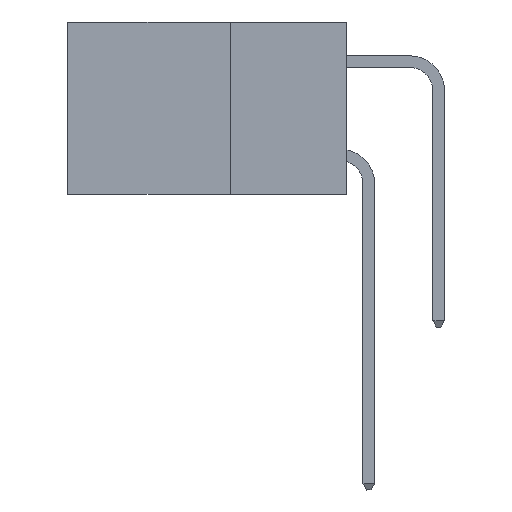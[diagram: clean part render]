
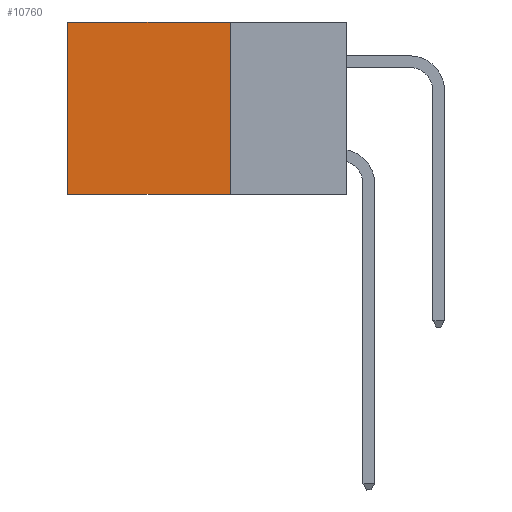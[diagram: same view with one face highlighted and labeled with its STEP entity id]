
A CAD part, left-side view. The second image highlights one B-rep face of the part: STEP entity #10760.
In plain terms, the highlighted planar face has unit normal (-1, 0, 0).
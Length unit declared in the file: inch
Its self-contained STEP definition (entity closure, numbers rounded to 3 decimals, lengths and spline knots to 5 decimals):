
#295 = AXIS2_PLACEMENT_3D ( 'NONE', #11149, #4887, #12128 ) ;
#1145 = CARTESIAN_POINT ( 'NONE',  ( 0.2875, 0.6, 0. ) ) ;
#1227 = LINE ( 'NONE', #1145, #11247 ) ;
#1982 = CARTESIAN_POINT ( 'NONE',  ( 0.2875, 0.25, -0.37 ) ) ;
#2271 = CARTESIAN_POINT ( 'NONE',  ( 0.2875, 0.6, -0.37 ) ) ;
#2436 = FACE_OUTER_BOUND ( 'NONE', #10808, .T. ) ;
#2875 = ORIENTED_EDGE ( 'NONE', *, *, #3607, .F. ) ;
#2975 = DIRECTION ( 'NONE',  ( 0., 0., -1. ) ) ;
#3607 = EDGE_CURVE ( 'NONE', #7935, #7257, #6909, .T. ) ;
#3906 = EDGE_CURVE ( 'NONE', #7952, #13354, #1227, .T. ) ;
#4625 = EDGE_CURVE ( 'NONE', #7935, #7952, #5863, .T. ) ;
#4887 = DIRECTION ( 'NONE',  ( 1., 0., 0. ) ) ;
#5045 = VECTOR ( 'NONE', #2975, 39.37008 ) ;
#5479 = ORIENTED_EDGE ( 'NONE', *, *, #12071, .F. ) ;
#5747 = ORIENTED_EDGE ( 'NONE', *, *, #4625, .T. ) ;
#5863 = LINE ( 'NONE', #8049, #11384 ) ;
#5867 = ORIENTED_EDGE ( 'NONE', *, *, #3906, .T. ) ;
#6909 = LINE ( 'NONE', #9346, #5045 ) ;
#7029 = PLANE ( 'NONE',  #295 ) ;
#7049 = DIRECTION ( 'NONE',  ( 0., 1., 0. ) ) ;
#7257 = VERTEX_POINT ( 'NONE', #1982 ) ;
#7535 = CARTESIAN_POINT ( 'NONE',  ( 0.2875, 0.25, 0. ) ) ;
#7935 = VERTEX_POINT ( 'NONE', #7535 ) ;
#7952 = VERTEX_POINT ( 'NONE', #9624 ) ;
#8049 = CARTESIAN_POINT ( 'NONE',  ( 0.2875, 0.25, 0. ) ) ;
#9346 = CARTESIAN_POINT ( 'NONE',  ( 0.2875, 0.25, 0. ) ) ;
#9624 = CARTESIAN_POINT ( 'NONE',  ( 0.2875, 0.6, 0. ) ) ;
#9910 = VECTOR ( 'NONE', #13524, 39.37008 ) ;
#10581 = CARTESIAN_POINT ( 'NONE',  ( 0.2875, 0.25, -0.37 ) ) ;
#10760 = ADVANCED_FACE ( 'NONE', ( #2436 ), #7029, .F. ) ;
#10761 = DIRECTION ( 'NONE',  ( 0., 0., -1. ) ) ;
#10808 = EDGE_LOOP ( 'NONE', ( #5867, #5479, #2875, #5747 ) ) ;
#11149 = CARTESIAN_POINT ( 'NONE',  ( 0.2875, 0.25, 0. ) ) ;
#11247 = VECTOR ( 'NONE', #10761, 39.37008 ) ;
#11384 = VECTOR ( 'NONE', #7049, 39.37008 ) ;
#12071 = EDGE_CURVE ( 'NONE', #7257, #13354, #12535, .T. ) ;
#12128 = DIRECTION ( 'NONE',  ( 0., 0., -1. ) ) ;
#12535 = LINE ( 'NONE', #10581, #9910 ) ;
#13354 = VERTEX_POINT ( 'NONE', #2271 ) ;
#13524 = DIRECTION ( 'NONE',  ( 0., 1., 0. ) ) ;
